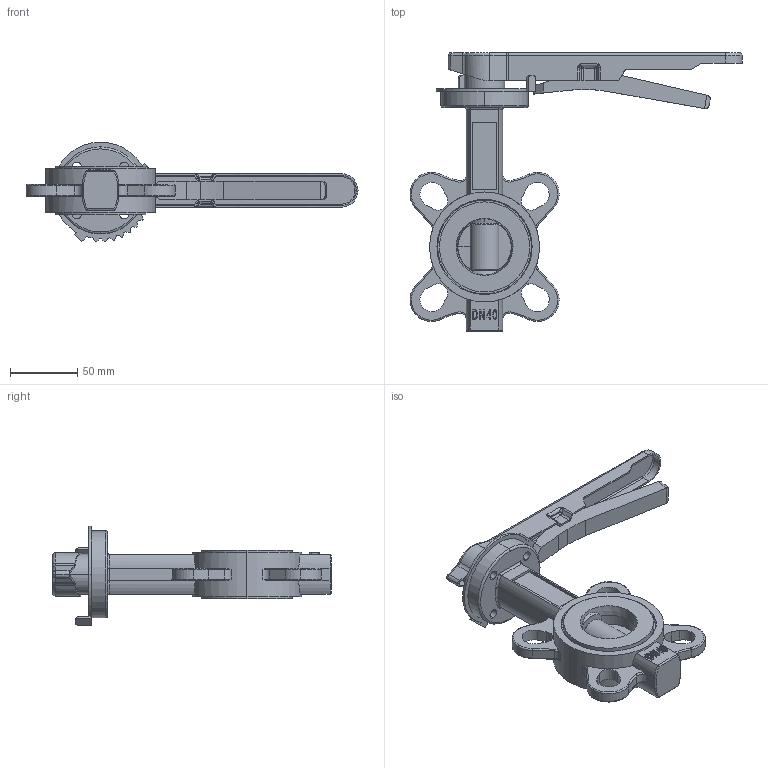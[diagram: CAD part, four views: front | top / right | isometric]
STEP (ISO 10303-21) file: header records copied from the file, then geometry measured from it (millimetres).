
FILE_DESCRIPTION (( 'STEP AP203' ), '1' );
FILE_NAME ('J9.000040L16C.STEP', '2018-10-05T14:53:24', ( '' ), ( '' ), 'SwSTEP 2.0', 'SolidWorks 2014', '' );
FILE_SCHEMA (( 'CONFIG_CONTROL_DESIGN' ));
Length unit declared in the file: millimetre
Products named in the file (1): J9.000040L16C
Bounding box: 247.6 x 208 x 74.36 mm (x, y, z)
Volume: 342221.1 mm3; surface area: 87082.5 mm2
Topology: 1 solids, 7 shells, 564 faces, 1450 edges, 910 vertices
Faces by surface type: plane 206, cylinder 202, torus 86, cone 38, bspline 32
Entity records: 19314 total; most frequent: CARTESIAN_POINT 5665, ORIENTED_EDGE 2880, DIRECTION 2837, EDGE_CURVE 1440, AXIS2_PLACEMENT_3D 1062, VERTEX_POINT 910, LINE 713, VECTOR 713
